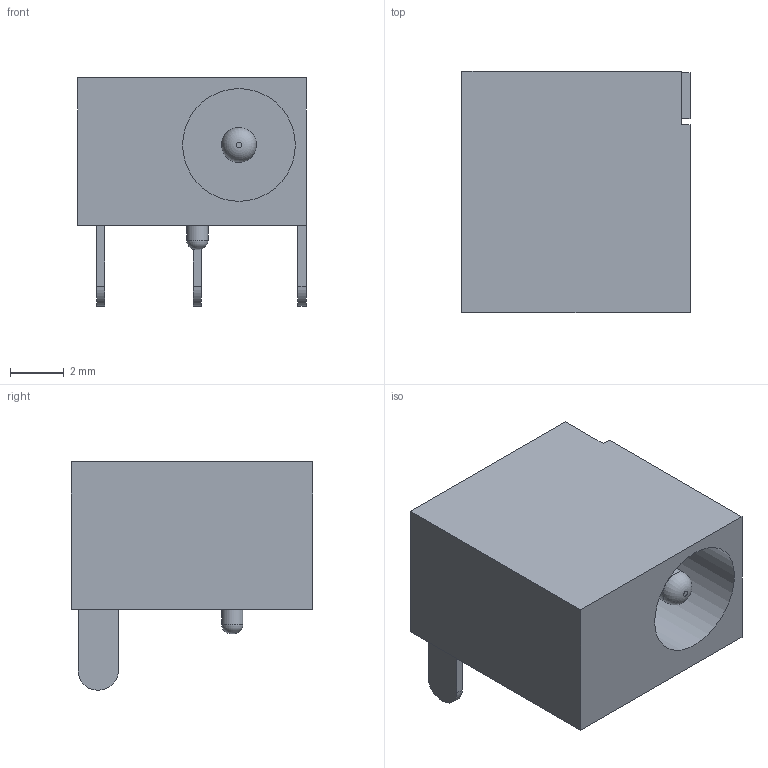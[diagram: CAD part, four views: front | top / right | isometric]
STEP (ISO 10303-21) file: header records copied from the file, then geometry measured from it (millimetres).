
FILE_DESCRIPTION(/* description */ ('Unknown'),/* implementation_level */ '2;1');
FILE_NAME(/* name */ 'PJ-014D',/* time_stamp */ '2024-09-09T08:22:16+02:00',/* author */ ('Unknown'),/* organization */ ('Unknown'),/* preprocessor_version */ 'ST-DEVELOPER v18.102',/* originating_system */ 'Solid Edge',/* authorisation */ 'Unknown');
FILE_SCHEMA (('AUTOMOTIVE_DESIGN {1 0 10303 214 3 1 1}'));
Length unit declared in the file: millimetre
Products named in the file (1): PJ-014D
Bounding box: 8.5 x 9 x 8.51 mm (x, y, z)
Volume: 340.1 mm3; surface area: 495.4 mm2
Topology: 1 solids, 1 shells, 40 faces, 96 edges, 64 vertices
Faces by surface type: plane 29, cylinder 9, torus 2
Full cylindrical faces by diameter (mm): 0.8 x1, 1.3 x1, 4.2 x1
Entity records: 1421 total; most frequent: CARTESIAN_POINT 192, DIRECTION 191, ORIENTED_EDGE 178, EDGE_CURVE 89, LINE 69, VECTOR 69, VERTEX_POINT 62, AXIS2_PLACEMENT_3D 61
